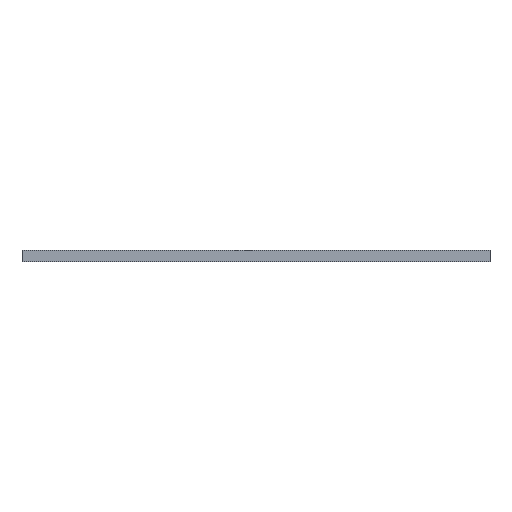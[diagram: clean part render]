
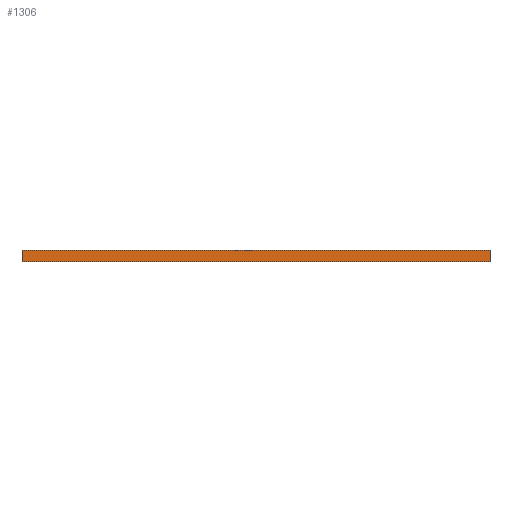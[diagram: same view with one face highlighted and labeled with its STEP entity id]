
A CAD part, front view. The second image highlights one B-rep face of the part: STEP entity #1306.
In plain terms, the highlighted planar face has unit normal (0, -1, 0).
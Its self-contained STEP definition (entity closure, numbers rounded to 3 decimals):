
#178=FACE_OUTER_BOUND('',#242,.T.);
#242=EDGE_LOOP('',(#1069,#1070,#1071,#1072));
#386=LINE('',#2164,#516);
#387=LINE('',#2167,#517);
#388=LINE('',#2169,#518);
#389=LINE('',#2170,#519);
#516=VECTOR('',#1790,10.);
#517=VECTOR('',#1793,10.);
#518=VECTOR('',#1794,10.);
#519=VECTOR('',#1795,10.);
#644=VERTEX_POINT('',#2158);
#646=VERTEX_POINT('',#2162);
#647=VERTEX_POINT('',#2166);
#648=VERTEX_POINT('',#2168);
#826=EDGE_CURVE('',#644,#646,#386,.T.);
#827=EDGE_CURVE('',#644,#647,#387,.T.);
#828=EDGE_CURVE('',#648,#646,#388,.T.);
#829=EDGE_CURVE('',#647,#648,#389,.T.);
#1069=ORIENTED_EDGE('',*,*,#827,.F.);
#1070=ORIENTED_EDGE('',*,*,#826,.T.);
#1071=ORIENTED_EDGE('',*,*,#828,.F.);
#1072=ORIENTED_EDGE('',*,*,#829,.F.);
#1242=PLANE('',#1440);
#1306=ADVANCED_FACE('',(#178),#1242,.T.);
#1440=AXIS2_PLACEMENT_3D('',#2165,#1791,#1792);
#1790=DIRECTION('',(0.,0.,1.));
#1791=DIRECTION('center_axis',(0.,-1.,0.));
#1792=DIRECTION('ref_axis',(1.,0.,0.));
#1793=DIRECTION('',(-1.,0.,0.));
#1794=DIRECTION('',(1.,0.,0.));
#1795=DIRECTION('',(0.,0.,1.));
#2158=CARTESIAN_POINT('',(72.425,-87.468,0.));
#2162=CARTESIAN_POINT('',(72.425,-87.468,2.));
#2164=CARTESIAN_POINT('',(72.425,-87.468,0.));
#2165=CARTESIAN_POINT('Origin',(-6.975,-87.468,0.));
#2166=CARTESIAN_POINT('',(-6.975,-87.468,0.));
#2167=CARTESIAN_POINT('',(72.425,-87.468,0.));
#2168=CARTESIAN_POINT('',(-6.975,-87.468,2.));
#2169=CARTESIAN_POINT('',(72.425,-87.468,2.));
#2170=CARTESIAN_POINT('',(-6.975,-87.468,0.));
